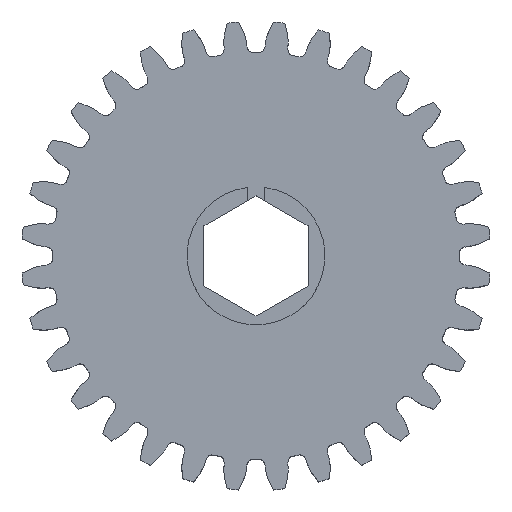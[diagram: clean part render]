
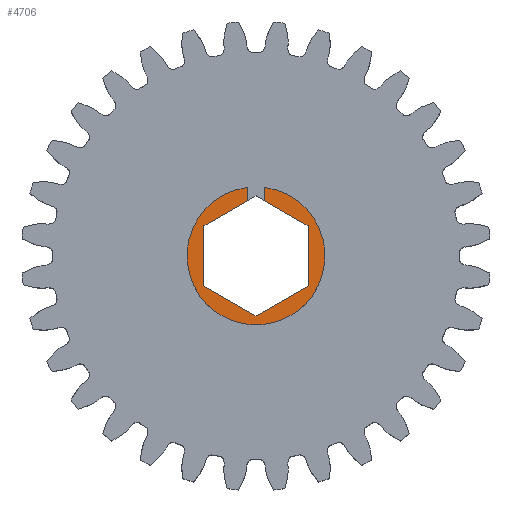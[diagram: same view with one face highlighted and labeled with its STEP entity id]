
A CAD part, top view. The second image highlights one B-rep face of the part: STEP entity #4706.
In plain terms, the highlighted planar face has unit normal (0, 0, 1).
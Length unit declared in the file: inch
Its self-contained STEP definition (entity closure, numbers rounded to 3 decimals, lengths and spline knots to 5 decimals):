
#296 = CIRCLE ( 'NONE', #750, 0.25 ) ;
#750 = AXIS2_PLACEMENT_3D ( 'NONE', #13534, #5071, #10555 ) ;
#785 = DIRECTION ( 'NONE',  ( 0., 0., 1. ) ) ;
#991 = EDGE_LOOP ( 'NONE', ( #2337, #8599, #3810, #11023, #11147, #9715, #2382, #1073, #8719 ) ) ;
#1073 = ORIENTED_EDGE ( 'NONE', *, *, #9303, .F. ) ;
#1659 = VECTOR ( 'NONE', #2181, 39.37008 ) ;
#2126 = CARTESIAN_POINT ( 'NONE',  ( 0.03125, 0.19962, 0.249 ) ) ;
#2181 = DIRECTION ( 'NONE',  ( 0., 1., 0. ) ) ;
#2337 = ORIENTED_EDGE ( 'NONE', *, *, #13131, .F. ) ;
#2382 = ORIENTED_EDGE ( 'NONE', *, *, #4206, .F. ) ;
#2970 = CARTESIAN_POINT ( 'NONE',  ( 0.1885, 0.10883, 0.249 ) ) ;
#3078 = CARTESIAN_POINT ( 'NONE',  ( 0.1885, -0.10883, 0.249 ) ) ;
#3559 = VERTEX_POINT ( 'NONE', #10885 ) ;
#3791 = EDGE_CURVE ( 'NONE', #7748, #12526, #12540, .T. ) ;
#3810 = ORIENTED_EDGE ( 'NONE', *, *, #8884, .F. ) ;
#4206 = EDGE_CURVE ( 'NONE', #3559, #12024, #12449, .T. ) ;
#4539 = VECTOR ( 'NONE', #8244, 39.37008 ) ;
#4674 = LINE ( 'NONE', #5728, #12519 ) ;
#4706 = ADVANCED_FACE ( 'NONE', ( #7107 ), #4949, .T. ) ;
#4945 = DIRECTION ( 'NONE',  ( 0.866, 0.5, 0. ) ) ;
#4949 = PLANE ( 'NONE',  #12938 ) ;
#4976 = EDGE_CURVE ( 'NONE', #12637, #12313, #296, .T. ) ;
#5071 = DIRECTION ( 'NONE',  ( 0., 0., 1. ) ) ;
#5464 = CARTESIAN_POINT ( 'NONE',  ( -0.1885, 0.10883, 0.249 ) ) ;
#5628 = VECTOR ( 'NONE', #6138, 39.37008 ) ;
#5728 = CARTESIAN_POINT ( 'NONE',  ( -0.03125, 0., 0.249 ) ) ;
#5902 = EDGE_CURVE ( 'NONE', #9692, #12186, #8422, .T. ) ;
#6094 = VECTOR ( 'NONE', #11574, 39.37008 ) ;
#6138 = DIRECTION ( 'NONE',  ( 0.866, -0.5, 0. ) ) ;
#6433 = CARTESIAN_POINT ( 'NONE',  ( 0., -0.21766, 0.249 ) ) ;
#6975 = CARTESIAN_POINT ( 'NONE',  ( -0.1885, 0.10883, 0.249 ) ) ;
#7107 = FACE_OUTER_BOUND ( 'NONE', #991, .T. ) ;
#7171 = VECTOR ( 'NONE', #11613, 39.37008 ) ;
#7415 = LINE ( 'NONE', #5464, #6094 ) ;
#7748 = VERTEX_POINT ( 'NONE', #10994 ) ;
#8244 = DIRECTION ( 'NONE',  ( -0.866, 0.5, 0. ) ) ;
#8422 = LINE ( 'NONE', #3078, #7171 ) ;
#8599 = ORIENTED_EDGE ( 'NONE', *, *, #4976, .T. ) ;
#8719 = ORIENTED_EDGE ( 'NONE', *, *, #3791, .F. ) ;
#8884 = EDGE_CURVE ( 'NONE', #9540, #12313, #12730, .T. ) ;
#9193 = VECTOR ( 'NONE', #13503, 39.37008 ) ;
#9303 = EDGE_CURVE ( 'NONE', #12526, #3559, #7415, .T. ) ;
#9322 = CARTESIAN_POINT ( 'NONE',  ( 0., 0., 0.249 ) ) ;
#9540 = VERTEX_POINT ( 'NONE', #2126 ) ;
#9692 = VERTEX_POINT ( 'NONE', #12788 ) ;
#9715 = ORIENTED_EDGE ( 'NONE', *, *, #12441, .F. ) ;
#9941 = CARTESIAN_POINT ( 'NONE',  ( -0.03125, 0.24804, 0.249 ) ) ;
#10555 = DIRECTION ( 'NONE',  ( 1., 0., 0. ) ) ;
#10757 = VECTOR ( 'NONE', #4945, 39.37008 ) ;
#10885 = CARTESIAN_POINT ( 'NONE',  ( -0.1885, -0.10883, 0.249 ) ) ;
#10994 = CARTESIAN_POINT ( 'NONE',  ( -0.03125, 0.19962, 0.249 ) ) ;
#11002 = LINE ( 'NONE', #11135, #10757 ) ;
#11023 = ORIENTED_EDGE ( 'NONE', *, *, #12017, .F. ) ;
#11135 = CARTESIAN_POINT ( 'NONE',  ( 0., -0.21766, 0.249 ) ) ;
#11147 = ORIENTED_EDGE ( 'NONE', *, *, #5902, .F. ) ;
#11403 = DIRECTION ( 'NONE',  ( 1., 0., 0. ) ) ;
#11574 = DIRECTION ( 'NONE',  ( 0., -1., 0. ) ) ;
#11613 = DIRECTION ( 'NONE',  ( 0., 1., 0. ) ) ;
#11756 = CARTESIAN_POINT ( 'NONE',  ( 0.03125, 0., 0.249 ) ) ;
#11760 = DIRECTION ( 'NONE',  ( 0., -1., 0. ) ) ;
#12017 = EDGE_CURVE ( 'NONE', #12186, #9540, #12547, .T. ) ;
#12024 = VERTEX_POINT ( 'NONE', #6433 ) ;
#12186 = VERTEX_POINT ( 'NONE', #12866 ) ;
#12313 = VERTEX_POINT ( 'NONE', #12940 ) ;
#12317 = CARTESIAN_POINT ( 'NONE',  ( -0.1885, -0.10883, 0.249 ) ) ;
#12333 = CARTESIAN_POINT ( 'NONE',  ( 0., 0.21766, 0.249 ) ) ;
#12441 = EDGE_CURVE ( 'NONE', #12024, #9692, #11002, .T. ) ;
#12449 = LINE ( 'NONE', #12317, #5628 ) ;
#12519 = VECTOR ( 'NONE', #11760, 39.37008 ) ;
#12526 = VERTEX_POINT ( 'NONE', #6975 ) ;
#12540 = LINE ( 'NONE', #12333, #9193 ) ;
#12547 = LINE ( 'NONE', #2970, #4539 ) ;
#12637 = VERTEX_POINT ( 'NONE', #9941 ) ;
#12730 = LINE ( 'NONE', #11756, #1659 ) ;
#12788 = CARTESIAN_POINT ( 'NONE',  ( 0.1885, -0.10883, 0.249 ) ) ;
#12866 = CARTESIAN_POINT ( 'NONE',  ( 0.1885, 0.10883, 0.249 ) ) ;
#12938 = AXIS2_PLACEMENT_3D ( 'NONE', #9322, #785, #11403 ) ;
#12940 = CARTESIAN_POINT ( 'NONE',  ( 0.03125, 0.24804, 0.249 ) ) ;
#13131 = EDGE_CURVE ( 'NONE', #12637, #7748, #4674, .T. ) ;
#13503 = DIRECTION ( 'NONE',  ( -0.866, -0.5, 0. ) ) ;
#13534 = CARTESIAN_POINT ( 'NONE',  ( 0., 0., 0.249 ) ) ;
